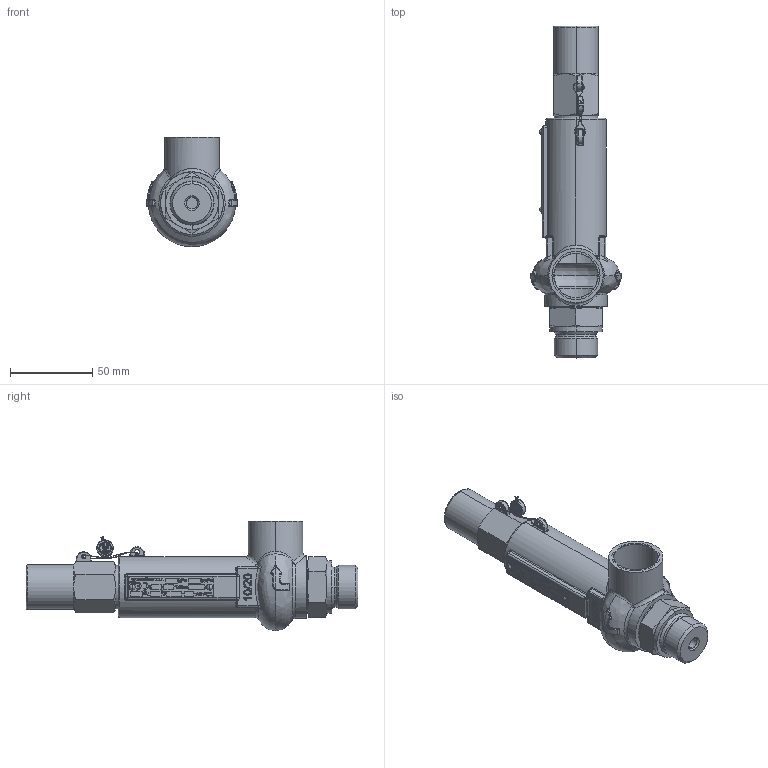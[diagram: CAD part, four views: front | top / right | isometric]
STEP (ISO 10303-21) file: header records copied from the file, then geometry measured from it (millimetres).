
FILE_DESCRIPTION (( 'STEP AP203' ), '1' );
FILE_NAME ('Typ_10-BG_I-head_C-G034-G034.STEP', '2019-09-20T10:14:26', ( '' ), ( '' ), 'SwSTEP 2.0', 'SolidWorks 2016', '' );
FILE_SCHEMA (( 'CONFIG_CONTROL_DESIGN' ));
Products named in the file (1): Typ_10-BG_I-head_C-G034-G034
Bounding box: 54.95 x 201.5 x 66.5 mm (x, y, z)
Volume: 54068.6 mm3; surface area: 53028.8 mm2
Topology: 25 solids, 25 shells, 1615 faces, 4115 edges, 2627 vertices
Faces by surface type: bspline 692, plane 668, cylinder 202, cone 53
Entity records: 81328 total; most frequent: CARTESIAN_POINT 46938, ORIENTED_EDGE 8194, DIRECTION 5259, EDGE_CURVE 4097, VERTEX_POINT 2627, VECTOR 1987, LINE 1987, EDGE_LOOP 1740
